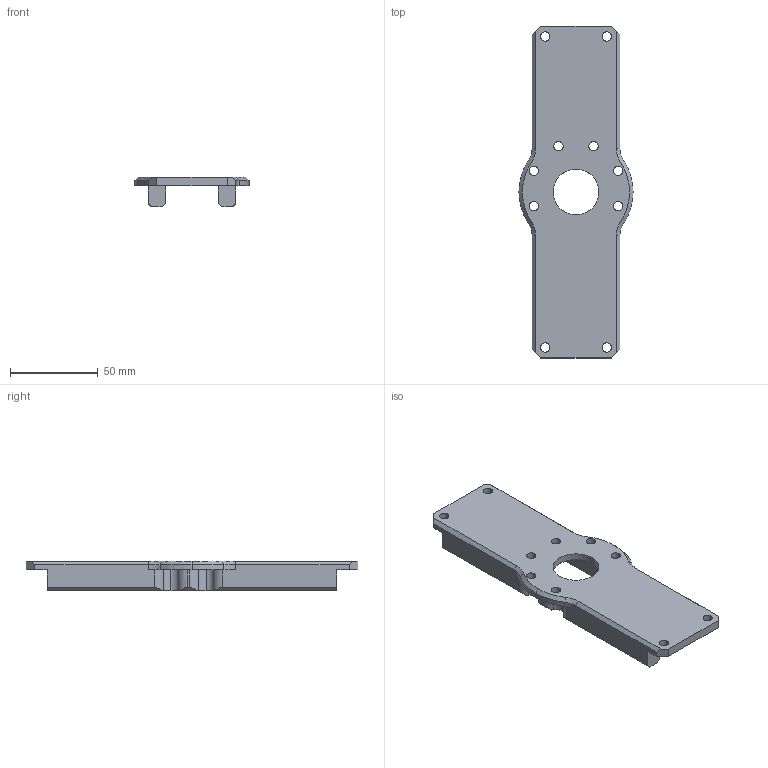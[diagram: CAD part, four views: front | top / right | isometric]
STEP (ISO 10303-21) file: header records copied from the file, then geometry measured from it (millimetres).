
FILE_DESCRIPTION (( 'STEP AP203' ), '1' );
FILE_NAME ('Connector Plate.step_Default_sldprt.STEP', '2022-11-09T04:41:27', ( '' ), ( '' ), 'SwSTEP 2.0', 'SolidWorks 2022', '' );
FILE_SCHEMA (( 'CONFIG_CONTROL_DESIGN' ));
Length unit declared in the file: millimetre
Products named in the file (1): Connector Plate.step_Default_sldprt
Bounding box: 65 x 189.1 x 17 mm (x, y, z)
Volume: 80570.2 mm3; surface area: 29172.6 mm2
Topology: 1 solids, 1 shells, 92 faces, 258 edges, 168 vertices
Faces by surface type: cylinder 46, plane 36, cone 10
Entity records: 3109 total; most frequent: CARTESIAN_POINT 543, DIRECTION 538, ORIENTED_EDGE 516, EDGE_CURVE 258, AXIS2_PLACEMENT_3D 195, VERTEX_POINT 168, LINE 148, VECTOR 148
